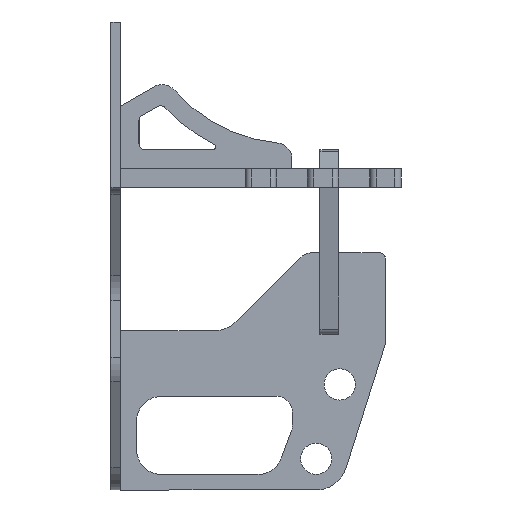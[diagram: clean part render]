
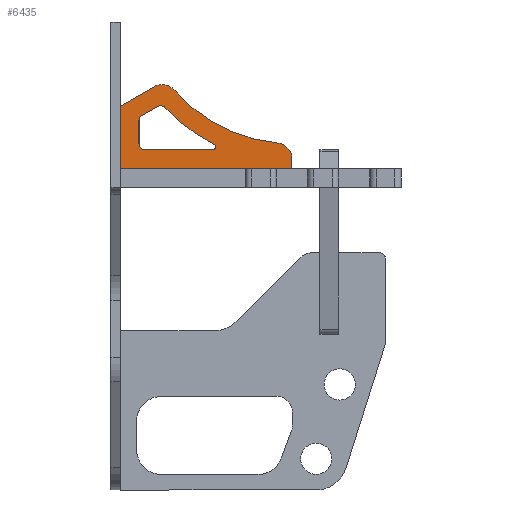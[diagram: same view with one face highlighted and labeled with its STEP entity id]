
A CAD part, left-side view. The second image highlights one B-rep face of the part: STEP entity #6435.
In plain terms, the highlighted face is planar.
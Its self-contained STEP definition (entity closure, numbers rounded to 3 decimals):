
#217=FACE_BOUND('',#1019,.T.);
#351=CIRCLE('',#6845,2.);
#353=CIRCLE('',#6849,2.);
#355=CIRCLE('',#6853,2.);
#357=CIRCLE('',#6857,1.);
#360=CIRCLE('',#6861,56.);
#361=CIRCLE('',#6863,5.);
#364=CIRCLE('',#6867,50.);
#366=CIRCLE('',#6871,5.);
#632=FACE_OUTER_BOUND('',#1018,.T.);
#1018=EDGE_LOOP('',(#5254,#5255,#5256,#5257,#5258,#5259,#5260,#5261,#5262,
#5263,#5264,#5265,#5266,#5267,#5268,#5269));
#1019=EDGE_LOOP('',(#5270,#5271,#5272,#5273,#5274,#5275,#5276,#5277));
#1556=LINE('',#9870,#2282);
#1560=LINE('',#9882,#2286);
#1564=LINE('',#9894,#2290);
#1586=LINE('',#9958,#2312);
#1588=LINE('',#9962,#2314);
#1590=LINE('',#9966,#2316);
#1592=LINE('',#9970,#2318);
#1594=LINE('',#9973,#2320);
#1595=LINE('',#9976,#2321);
#1597=LINE('',#9980,#2323);
#1599=LINE('',#9984,#2325);
#1601=LINE('',#9988,#2327);
#1603=LINE('',#9992,#2329);
#1605=LINE('',#9996,#2331);
#1607=LINE('',#10000,#2333);
#1609=LINE('',#10003,#2335);
#2282=VECTOR('',#8029,5.584);
#2286=VECTOR('',#8041,7.381);
#2290=VECTOR('',#8053,21.544);
#2312=VECTOR('',#8109,10.);
#2314=VECTOR('',#8113,3.);
#2316=VECTOR('',#8117,10.);
#2318=VECTOR('',#8121,3.);
#2320=VECTOR('',#8125,12.625);
#2321=VECTOR('',#8128,9.228);
#2323=VECTOR('',#8132,10.);
#2325=VECTOR('',#8136,6.);
#2327=VECTOR('',#8140,25.);
#2329=VECTOR('',#8144,6.);
#2331=VECTOR('',#8148,10.);
#2333=VECTOR('',#8152,6.);
#2335=VECTOR('',#8156,10.);
#2960=VERTEX_POINT('',#9860);
#2961=VERTEX_POINT('',#9861);
#2964=VERTEX_POINT('',#9869);
#2966=VERTEX_POINT('',#9875);
#2968=VERTEX_POINT('',#9881);
#2970=VERTEX_POINT('',#9887);
#2972=VERTEX_POINT('',#9893);
#2974=VERTEX_POINT('',#9899);
#2976=VERTEX_POINT('',#9908);
#2977=VERTEX_POINT('',#9909);
#2981=VERTEX_POINT('',#9919);
#2995=VERTEX_POINT('',#9951);
#2996=VERTEX_POINT('',#9955);
#2997=VERTEX_POINT('',#9957);
#2998=VERTEX_POINT('',#9961);
#2999=VERTEX_POINT('',#9965);
#3000=VERTEX_POINT('',#9969);
#3001=VERTEX_POINT('',#9975);
#3002=VERTEX_POINT('',#9979);
#3003=VERTEX_POINT('',#9983);
#3004=VERTEX_POINT('',#9987);
#3005=VERTEX_POINT('',#9991);
#3006=VERTEX_POINT('',#9995);
#3007=VERTEX_POINT('',#9999);
#3736=EDGE_CURVE('',#2960,#2961,#351,.T.);
#3740=EDGE_CURVE('',#2964,#2961,#1556,.T.);
#3743=EDGE_CURVE('',#2964,#2966,#353,.T.);
#3746=EDGE_CURVE('',#2968,#2966,#1560,.T.);
#3749=EDGE_CURVE('',#2968,#2970,#355,.T.);
#3752=EDGE_CURVE('',#2972,#2970,#1564,.T.);
#3755=EDGE_CURVE('',#2972,#2974,#357,.T.);
#3759=EDGE_CURVE('',#2960,#2974,#360,.T.);
#3760=EDGE_CURVE('',#2976,#2977,#361,.T.);
#3766=EDGE_CURVE('',#2976,#2981,#364,.T.);
#3781=EDGE_CURVE('',#2995,#2981,#366,.T.);
#3784=EDGE_CURVE('',#2997,#2996,#1586,.T.);
#3786=EDGE_CURVE('',#2998,#2997,#1588,.T.);
#3788=EDGE_CURVE('',#2999,#2998,#1590,.T.);
#3790=EDGE_CURVE('',#3000,#2999,#1592,.T.);
#3792=EDGE_CURVE('',#2995,#3000,#1594,.T.);
#3793=EDGE_CURVE('',#3001,#2977,#1595,.T.);
#3795=EDGE_CURVE('',#3002,#3001,#1597,.T.);
#3797=EDGE_CURVE('',#3003,#3002,#1599,.T.);
#3799=EDGE_CURVE('',#3004,#3003,#1601,.T.);
#3801=EDGE_CURVE('',#3005,#3004,#1603,.T.);
#3803=EDGE_CURVE('',#3006,#3005,#1605,.T.);
#3805=EDGE_CURVE('',#3007,#3006,#1607,.T.);
#3807=EDGE_CURVE('',#2996,#3007,#1609,.T.);
#5254=ORIENTED_EDGE('',*,*,#3760,.F.);
#5255=ORIENTED_EDGE('',*,*,#3766,.T.);
#5256=ORIENTED_EDGE('',*,*,#3781,.F.);
#5257=ORIENTED_EDGE('',*,*,#3792,.T.);
#5258=ORIENTED_EDGE('',*,*,#3790,.T.);
#5259=ORIENTED_EDGE('',*,*,#3788,.T.);
#5260=ORIENTED_EDGE('',*,*,#3786,.T.);
#5261=ORIENTED_EDGE('',*,*,#3784,.T.);
#5262=ORIENTED_EDGE('',*,*,#3807,.T.);
#5263=ORIENTED_EDGE('',*,*,#3805,.T.);
#5264=ORIENTED_EDGE('',*,*,#3803,.T.);
#5265=ORIENTED_EDGE('',*,*,#3801,.T.);
#5266=ORIENTED_EDGE('',*,*,#3799,.T.);
#5267=ORIENTED_EDGE('',*,*,#3797,.T.);
#5268=ORIENTED_EDGE('',*,*,#3795,.T.);
#5269=ORIENTED_EDGE('',*,*,#3793,.T.);
#5270=ORIENTED_EDGE('',*,*,#3740,.T.);
#5271=ORIENTED_EDGE('',*,*,#3736,.F.);
#5272=ORIENTED_EDGE('',*,*,#3759,.T.);
#5273=ORIENTED_EDGE('',*,*,#3755,.F.);
#5274=ORIENTED_EDGE('',*,*,#3752,.T.);
#5275=ORIENTED_EDGE('',*,*,#3749,.F.);
#5276=ORIENTED_EDGE('',*,*,#3746,.T.);
#5277=ORIENTED_EDGE('',*,*,#3743,.F.);
#6149=PLANE('',#6885);
#6435=ADVANCED_FACE('',(#632,#217),#6149,.T.);
#6845=AXIS2_PLACEMENT_3D('',#9862,#8021,#8022);
#6849=AXIS2_PLACEMENT_3D('',#9876,#8034,#8035);
#6853=AXIS2_PLACEMENT_3D('',#9888,#8046,#8047);
#6857=AXIS2_PLACEMENT_3D('',#9900,#8058,#8059);
#6861=AXIS2_PLACEMENT_3D('',#9906,#8067,#8068);
#6863=AXIS2_PLACEMENT_3D('',#9910,#8071,#8072);
#6867=AXIS2_PLACEMENT_3D('',#9921,#8082,#8083);
#6871=AXIS2_PLACEMENT_3D('',#9952,#8103,#8104);
#6885=AXIS2_PLACEMENT_3D('',#10004,#8157,#8158);
#8021=DIRECTION('center_axis',(1.,0.,0.));
#8022=DIRECTION('ref_axis',(0.,0.989,-0.145));
#8029=DIRECTION('',(0.,0.5,-0.866));
#8034=DIRECTION('center_axis',(1.,0.,0.));
#8035=DIRECTION('ref_axis',(0.,0.5,0.866));
#8041=DIRECTION('',(0.,1.,0.));
#8046=DIRECTION('center_axis',(1.,0.,0.));
#8047=DIRECTION('ref_axis',(0.,-0.707,0.707));
#8053=DIRECTION('',(0.,0.,1.));
#8058=DIRECTION('center_axis',(1.,0.,0.));
#8059=DIRECTION('ref_axis',(0.,-0.229,-0.973));
#8067=DIRECTION('center_axis',(1.,0.,0.));
#8068=DIRECTION('ref_axis',(0.,-0.666,0.746));
#8071=DIRECTION('center_axis',(-1.,0.,0.));
#8072=DIRECTION('ref_axis',(0.,0.674,-0.739));
#8082=DIRECTION('center_axis',(-1.,0.,0.));
#8083=DIRECTION('ref_axis',(0.,0.591,-0.807));
#8103=DIRECTION('center_axis',(-1.,0.,0.));
#8104=DIRECTION('ref_axis',(0.,0.986,-0.166));
#8109=DIRECTION('',(0.,-1.,0.));
#8113=DIRECTION('',(0.,0.003,-1.));
#8117=DIRECTION('',(0.,-1.,0.));
#8121=DIRECTION('',(0.,-0.003,1.));
#8125=DIRECTION('',(0.,-0.5,0.866));
#8128=DIRECTION('',(0.,1.,0.));
#8132=DIRECTION('',(0.,0.,-1.));
#8136=DIRECTION('',(0.,-1.,0.));
#8140=DIRECTION('',(0.,0.,-1.));
#8144=DIRECTION('',(0.,1.,0.));
#8148=DIRECTION('',(0.,0.,-1.));
#8152=DIRECTION('',(0.,-1.,0.));
#8156=DIRECTION('',(0.,0.,-1.));
#8157=DIRECTION('center_axis',(1.,0.,0.));
#8158=DIRECTION('ref_axis',(0.,0.,-1.));
#9860=CARTESIAN_POINT('',(6.,-38.454,40.71));
#9861=CARTESIAN_POINT('',(6.,-38.095,43.164));
#9862=CARTESIAN_POINT('Origin',(6.,-39.827,42.164));
#9869=CARTESIAN_POINT('',(6.,-40.887,48.));
#9870=CARTESIAN_POINT('',(6.,-38.794,44.375));
#9875=CARTESIAN_POINT('',(6.,-42.619,49.));
#9876=CARTESIAN_POINT('Origin',(6.,-42.619,47.));
#9881=CARTESIAN_POINT('',(6.,-50.,49.));
#9882=CARTESIAN_POINT('',(6.,-51.763,49.));
#9887=CARTESIAN_POINT('',(6.,-52.,47.));
#9888=CARTESIAN_POINT('Origin',(6.,-50.,47.));
#9893=CARTESIAN_POINT('',(6.,-52.,25.456));
#9894=CARTESIAN_POINT('',(6.,-52.,25.822));
#9899=CARTESIAN_POINT('',(6.,-50.105,25.009));
#9900=CARTESIAN_POINT('Origin',(6.,-51.,25.456));
#9906=CARTESIAN_POINT('Origin',(6.,0.,0.));
#9908=CARTESIAN_POINT('',(6.,-49.793,4.545));
#9909=CARTESIAN_POINT('',(6.,-54.772,0.));
#9910=CARTESIAN_POINT('Origin',(6.,-54.772,5.));
#9919=CARTESIAN_POINT('',(6.,-32.743,37.787));
#9921=CARTESIAN_POINT('Origin',(6.,0.,0.));
#9951=CARTESIAN_POINT('',(6.,-31.687,44.066));
#9952=CARTESIAN_POINT('Origin',(6.,-36.017,41.566));
#9955=CARTESIAN_POINT('',(6.,-58.,55.));
#9957=CARTESIAN_POINT('',(6.,-48.,55.));
#9958=CARTESIAN_POINT('',(6.,-48.,55.));
#9961=CARTESIAN_POINT('',(6.,-48.01,58.));
#9962=CARTESIAN_POINT('',(6.,-48.01,58.));
#9965=CARTESIAN_POINT('',(6.,-38.01,58.));
#9966=CARTESIAN_POINT('',(6.,-38.01,58.));
#9969=CARTESIAN_POINT('',(6.,-38.,55.));
#9970=CARTESIAN_POINT('',(6.,-38.,55.));
#9973=CARTESIAN_POINT('',(6.,-29.538,40.343));
#9975=CARTESIAN_POINT('',(6.,-64.,0.));
#9976=CARTESIAN_POINT('',(6.,-64.,0.));
#9979=CARTESIAN_POINT('',(6.,-64.,10.));
#9980=CARTESIAN_POINT('',(6.,-64.,10.));
#9983=CARTESIAN_POINT('',(6.,-58.,10.));
#9984=CARTESIAN_POINT('',(6.,-58.,10.));
#9987=CARTESIAN_POINT('',(6.,-58.,35.));
#9988=CARTESIAN_POINT('',(6.,-58.,35.));
#9991=CARTESIAN_POINT('',(6.,-64.,35.));
#9992=CARTESIAN_POINT('',(6.,-64.,35.));
#9995=CARTESIAN_POINT('',(6.,-64.,45.));
#9996=CARTESIAN_POINT('',(6.,-64.,45.));
#9999=CARTESIAN_POINT('',(6.,-58.,45.));
#10000=CARTESIAN_POINT('',(6.,-58.,45.));
#10003=CARTESIAN_POINT('',(6.,-58.,55.));
#10004=CARTESIAN_POINT('Origin',(6.,-51.526,30.859));
